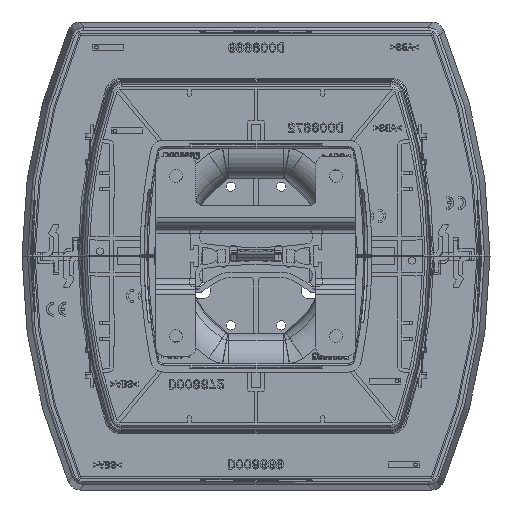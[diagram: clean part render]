
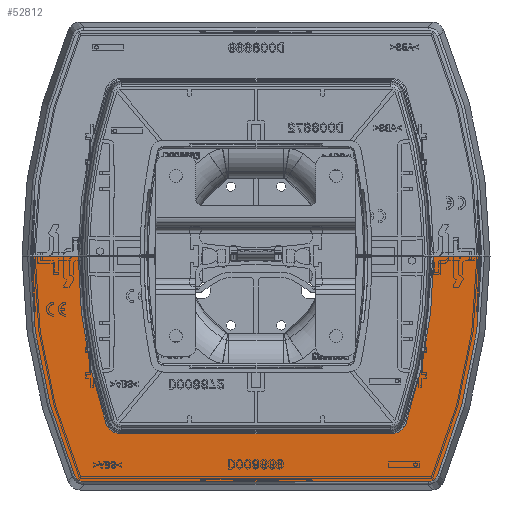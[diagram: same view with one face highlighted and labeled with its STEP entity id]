
A CAD part, left-side view. The second image highlights one B-rep face of the part: STEP entity #52812.
In plain terms, the highlighted planar face has unit normal (-1, 0, 0).
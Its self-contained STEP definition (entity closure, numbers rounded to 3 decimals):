
#52699=AXIS2_PLACEMENT_3D('Circle Axis2P3D',#52697,#52698,$) ;
#52719=AXIS2_PLACEMENT_3D('Plane Axis2P3D',#52716,#52717,#52718) ;
#52723=AXIS2_PLACEMENT_3D('Circle Axis2P3D',#52721,#52722,$) ;
#52730=AXIS2_PLACEMENT_3D('Circle Axis2P3D',#52728,#52729,$) ;
#52744=AXIS2_PLACEMENT_3D('Circle Axis2P3D',#52742,#52743,$) ;
#52749=AXIS2_PLACEMENT_3D('Circle Axis2P3D',#52747,#52748,$) ;
#52795=AXIS2_PLACEMENT_3D('Circle Axis2P3D',#52793,#52794,$) ;
#41115=CARTESIAN_POINT('Vertex',(653.5,84.646,-11.)) ;
#41118=CARTESIAN_POINT('Line Origine',(653.5,75.649,-11.)) ;
#41122=CARTESIAN_POINT('Vertex',(653.5,66.652,-11.)) ;
#41543=CARTESIAN_POINT('Vertex',(653.5,-66.652,-11.)) ;
#41546=CARTESIAN_POINT('Line Origine',(653.5,-75.649,-11.)) ;
#41550=CARTESIAN_POINT('Vertex',(653.5,-84.646,-11.)) ;
#52697=CARTESIAN_POINT('Axis2P3D Location',(653.5,-127.5,-11.)) ;
#52701=CARTESIAN_POINT('Vertex',(653.5,56.265,-73.655)) ;
#52716=CARTESIAN_POINT('Axis2P3D Location',(653.5,0.,-11.)) ;
#52721=CARTESIAN_POINT('Axis2P3D Location',(653.5,127.5,-11.)) ;
#52725=CARTESIAN_POINT('Vertex',(653.5,-56.265,-73.655)) ;
#52728=CARTESIAN_POINT('Axis2P3D Location',(653.5,-50.678,-71.75)) ;
#52732=CARTESIAN_POINT('Vertex',(653.5,-50.678,-77.652)) ;
#52735=CARTESIAN_POINT('Line Origine',(653.5,0.,-77.652)) ;
#52739=CARTESIAN_POINT('Vertex',(653.5,50.678,-77.652)) ;
#52742=CARTESIAN_POINT('Axis2P3D Location',(653.5,50.678,-71.75)) ;
#52747=CARTESIAN_POINT('Axis2P3D Location',(653.5,-127.5,-11.)) ;
#52751=CARTESIAN_POINT('Vertex',(653.5,68.02,-93.33)) ;
#52755=CARTESIAN_POINT('Control Point',(653.5,64.531,-95.646)) ;
#52756=CARTESIAN_POINT('Control Point',(653.5,64.78,-95.646)) ;
#52757=CARTESIAN_POINT('Control Point',(653.5,65.03,-95.626)) ;
#52758=CARTESIAN_POINT('Control Point',(653.5,65.277,-95.585)) ;
#52759=CARTESIAN_POINT('Control Point',(653.5,65.885,-95.432)) ;
#52760=CARTESIAN_POINT('Control Point',(653.5,66.45,-95.157)) ;
#52761=CARTESIAN_POINT('Control Point',(653.5,66.768,-94.95)) ;
#52762=CARTESIAN_POINT('Control Point',(653.5,67.259,-94.535)) ;
#52763=CARTESIAN_POINT('Control Point',(653.5,67.651,-94.029)) ;
#52764=CARTESIAN_POINT('Control Point',(653.5,67.794,-93.806)) ;
#52765=CARTESIAN_POINT('Control Point',(653.5,67.917,-93.573)) ;
#52766=CARTESIAN_POINT('Control Point',(653.5,68.02,-93.33)) ;
#52767=CARTESIAN_POINT('Vertex',(653.5,64.531,-95.646)) ;
#52770=CARTESIAN_POINT('Line Origine',(653.5,0.,-95.646)) ;
#52774=CARTESIAN_POINT('Vertex',(653.5,-64.531,-95.646)) ;
#52778=CARTESIAN_POINT('Control Point',(653.5,-68.02,-93.33)) ;
#52779=CARTESIAN_POINT('Control Point',(653.5,-67.917,-93.573)) ;
#52780=CARTESIAN_POINT('Control Point',(653.5,-67.794,-93.806)) ;
#52781=CARTESIAN_POINT('Control Point',(653.5,-67.651,-94.029)) ;
#52782=CARTESIAN_POINT('Control Point',(653.5,-67.259,-94.535)) ;
#52783=CARTESIAN_POINT('Control Point',(653.5,-66.768,-94.95)) ;
#52784=CARTESIAN_POINT('Control Point',(653.5,-66.45,-95.157)) ;
#52785=CARTESIAN_POINT('Control Point',(653.5,-65.885,-95.432)) ;
#52786=CARTESIAN_POINT('Control Point',(653.5,-65.277,-95.585)) ;
#52787=CARTESIAN_POINT('Control Point',(653.5,-65.03,-95.626)) ;
#52788=CARTESIAN_POINT('Control Point',(653.5,-64.78,-95.646)) ;
#52789=CARTESIAN_POINT('Control Point',(653.5,-64.531,-95.646)) ;
#52790=CARTESIAN_POINT('Vertex',(653.5,-68.02,-93.33)) ;
#52793=CARTESIAN_POINT('Axis2P3D Location',(653.5,127.5,-11.)) ;
#41119=DIRECTION('Vector Direction',(0.,1.,0.)) ;
#41547=DIRECTION('Vector Direction',(0.,-1.,0.)) ;
#52698=DIRECTION('Axis2P3D Direction',(-1.,0.,0.)) ;
#52717=DIRECTION('Axis2P3D Direction',(-1.,0.,0.)) ;
#52718=DIRECTION('Axis2P3D XDirection',(0.,1.,0.)) ;
#52722=DIRECTION('Axis2P3D Direction',(-1.,0.,0.)) ;
#52729=DIRECTION('Axis2P3D Direction',(-1.,0.,0.)) ;
#52736=DIRECTION('Vector Direction',(0.,1.,0.)) ;
#52743=DIRECTION('Axis2P3D Direction',(-1.,0.,0.)) ;
#52748=DIRECTION('Axis2P3D Direction',(-1.,0.,0.)) ;
#52771=DIRECTION('Vector Direction',(0.,1.,0.)) ;
#52794=DIRECTION('Axis2P3D Direction',(-1.,0.,0.)) ;
#41120=VECTOR('Line Direction',#41119,1.) ;
#41548=VECTOR('Line Direction',#41547,1.) ;
#52737=VECTOR('Line Direction',#52736,1.) ;
#52772=VECTOR('Line Direction',#52771,1.) ;
#52799=ORIENTED_EDGE('',*,*,#41552,.F.) ;
#52800=ORIENTED_EDGE('',*,*,#52727,.F.) ;
#52801=ORIENTED_EDGE('',*,*,#52734,.F.) ;
#52802=ORIENTED_EDGE('',*,*,#52741,.F.) ;
#52803=ORIENTED_EDGE('',*,*,#52746,.F.) ;
#52804=ORIENTED_EDGE('',*,*,#52703,.F.) ;
#52805=ORIENTED_EDGE('',*,*,#41124,.F.) ;
#52806=ORIENTED_EDGE('',*,*,#52753,.T.) ;
#52807=ORIENTED_EDGE('',*,*,#52769,.T.) ;
#52808=ORIENTED_EDGE('',*,*,#52776,.T.) ;
#52809=ORIENTED_EDGE('',*,*,#52792,.T.) ;
#52810=ORIENTED_EDGE('',*,*,#52797,.T.) ;
#52812=ADVANCED_FACE('D008669.1\\Corps principal',(#52811),#52720,.T.) ;
#52754=B_SPLINE_CURVE_WITH_KNOTS('',5,(#52755,#52756,#52757,#52758,#52759,#52760,#52761,#52762,#52763,#52764,#52765,#52766),.UNSPECIFIED.,.F.,.U.,(6,3,3,6),(1.311,3.151,5.912,7.852),.UNSPECIFIED.) ;
#52777=B_SPLINE_CURVE_WITH_KNOTS('',5,(#52778,#52779,#52780,#52781,#52782,#52783,#52784,#52785,#52786,#52787,#52788,#52789),.UNSPECIFIED.,.F.,.U.,(6,3,3,6),(1.311,3.252,6.012,7.852),.UNSPECIFIED.) ;
#52700=CIRCLE('generated circle',#52699,194.152) ;
#52724=CIRCLE('generated circle',#52723,194.152) ;
#52731=CIRCLE('generated circle',#52730,5.902) ;
#52745=CIRCLE('generated circle',#52744,5.902) ;
#52750=CIRCLE('generated circle',#52749,212.146) ;
#52796=CIRCLE('generated circle',#52795,212.146) ;
#41124=EDGE_CURVE('',#41116,#41123,#41121,.F.) ;
#41552=EDGE_CURVE('',#41544,#41551,#41549,.T.) ;
#52703=EDGE_CURVE('',#41123,#52702,#52700,.T.) ;
#52727=EDGE_CURVE('',#52726,#41544,#52724,.T.) ;
#52734=EDGE_CURVE('',#52733,#52726,#52731,.T.) ;
#52741=EDGE_CURVE('',#52740,#52733,#52738,.F.) ;
#52746=EDGE_CURVE('',#52702,#52740,#52745,.T.) ;
#52753=EDGE_CURVE('',#41116,#52752,#52750,.T.) ;
#52769=EDGE_CURVE('',#52752,#52768,#52754,.F.) ;
#52776=EDGE_CURVE('',#52768,#52775,#52773,.F.) ;
#52792=EDGE_CURVE('',#52775,#52791,#52777,.F.) ;
#52797=EDGE_CURVE('',#52791,#41551,#52796,.T.) ;
#52798=EDGE_LOOP('',(#52799,#52800,#52801,#52802,#52803,#52804,#52805,#52806,#52807,#52808,#52809,#52810)) ;
#52811=FACE_OUTER_BOUND('',#52798,.T.) ;
#41121=LINE('Line',#41118,#41120) ;
#41549=LINE('Line',#41546,#41548) ;
#52738=LINE('Line',#52735,#52737) ;
#52773=LINE('Line',#52770,#52772) ;
#52720=PLANE('',#52719) ;
#41116=VERTEX_POINT('',#41115) ;
#41123=VERTEX_POINT('',#41122) ;
#41544=VERTEX_POINT('',#41543) ;
#41551=VERTEX_POINT('',#41550) ;
#52702=VERTEX_POINT('',#52701) ;
#52726=VERTEX_POINT('',#52725) ;
#52733=VERTEX_POINT('',#52732) ;
#52740=VERTEX_POINT('',#52739) ;
#52752=VERTEX_POINT('',#52751) ;
#52768=VERTEX_POINT('',#52767) ;
#52775=VERTEX_POINT('',#52774) ;
#52791=VERTEX_POINT('',#52790) ;
